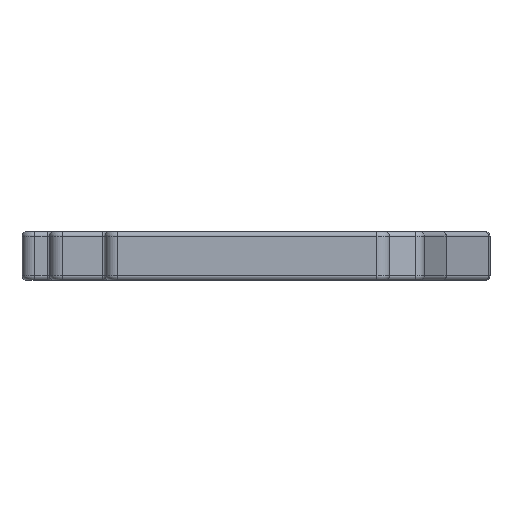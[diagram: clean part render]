
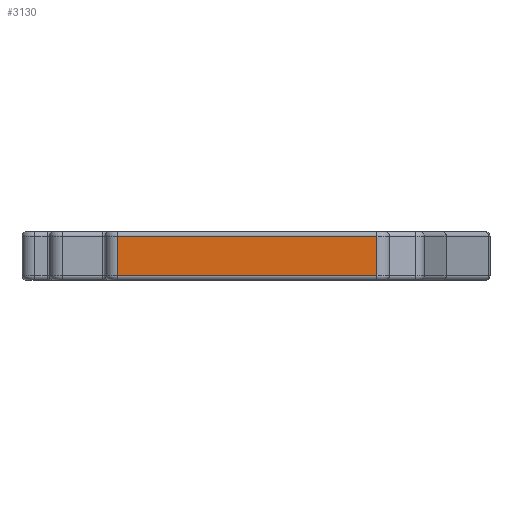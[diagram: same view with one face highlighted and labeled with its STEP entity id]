
A CAD part, left-side view. The second image highlights one B-rep face of the part: STEP entity #3130.
In plain terms, the highlighted planar face has unit normal (-1, 0, 0).
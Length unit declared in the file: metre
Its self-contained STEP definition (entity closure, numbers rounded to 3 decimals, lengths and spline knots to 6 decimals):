
#524=ORIENTED_EDGE('',*,*,#1458,.F.);
#525=ORIENTED_EDGE('',*,*,#1459,.T.);
#526=ORIENTED_EDGE('',*,*,#1455,.T.);
#527=ORIENTED_EDGE('',*,*,#1460,.T.);
#1455=EDGE_CURVE('',#1911,#1912,#2198,.T.);
#1458=EDGE_CURVE('',#1913,#1914,#2199,.T.);
#1459=EDGE_CURVE('',#1913,#1911,#2200,.T.);
#1460=EDGE_CURVE('',#1912,#1914,#2201,.F.);
#1911=VERTEX_POINT('',#5081);
#1912=VERTEX_POINT('',#5082);
#1913=VERTEX_POINT('',#5087);
#1914=VERTEX_POINT('',#5088);
#2198=LINE('',#5080,#2427);
#2199=LINE('',#5086,#2428);
#2200=LINE('',#5089,#2429);
#2201=LINE('',#5090,#2430);
#2427=VECTOR('',#3942,1.);
#2428=VECTOR('',#3949,1.);
#2429=VECTOR('',#3950,1.);
#2430=VECTOR('',#3951,1.);
#2624=EDGE_LOOP('',(#524,#525,#526,#527));
#2849=FACE_BOUND('',#2624,.T.);
#3060=PLANE('',#3378);
#3130=ADVANCED_FACE('',(#2849),#3060,.T.);
#3378=AXIS2_PLACEMENT_3D('',#5085,#3947,#3948);
#3942=DIRECTION('',(0.,0.,-1.));
#3947=DIRECTION('',(-1.,0.,0.));
#3948=DIRECTION('',(0.,0.,1.));
#3949=DIRECTION('',(0.,0.,-1.));
#3950=DIRECTION('',(0.,1.,0.));
#3951=DIRECTION('',(0.,1.,0.));
#5080=CARTESIAN_POINT('',(0.071515,-0.06486,0.002));
#5081=CARTESIAN_POINT('',(0.071515,-0.06486,0.00956));
#5082=CARTESIAN_POINT('',(0.071515,-0.06486,0.001));
#5085=CARTESIAN_POINT('',(0.071515,-0.092935,0.002));
#5086=CARTESIAN_POINT('',(0.071515,-0.12101,0.002));
#5087=CARTESIAN_POINT('',(0.071515,-0.12101,0.00956));
#5088=CARTESIAN_POINT('',(0.071515,-0.12101,0.001));
#5089=CARTESIAN_POINT('',(0.071515,-0.092935,0.00956));
#5090=CARTESIAN_POINT('',(0.071515,-0.12101,0.001));
